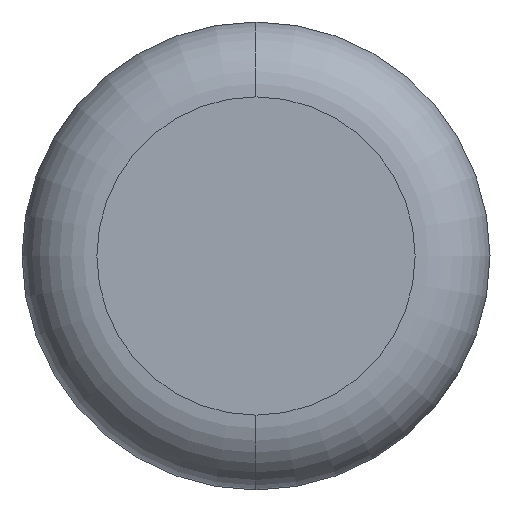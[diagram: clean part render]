
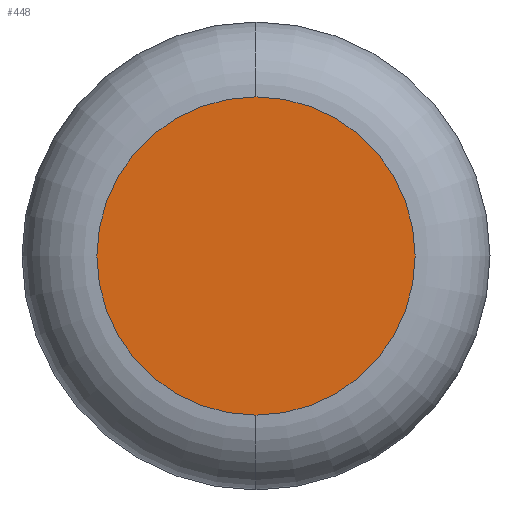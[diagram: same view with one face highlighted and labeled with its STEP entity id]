
A CAD part, front view. The second image highlights one B-rep face of the part: STEP entity #448.
In plain terms, the highlighted planar face has unit normal (0, -1, 0).
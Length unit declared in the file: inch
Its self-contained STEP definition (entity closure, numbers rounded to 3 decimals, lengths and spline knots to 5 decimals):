
#44 = AXIS2_PLACEMENT_3D ( 'NONE', #174, #509, #132 ) ;
#74 = EDGE_LOOP ( 'NONE', ( #231, #175 ) ) ;
#79 = CIRCLE ( 'NONE', #508, 0.06375 ) ;
#132 = DIRECTION ( 'NONE',  ( 0., 0., -1. ) ) ;
#146 = DIRECTION ( 'NONE',  ( 0., -1., 0. ) ) ;
#169 = VERTEX_POINT ( 'NONE', #530 ) ;
#174 = CARTESIAN_POINT ( 'NONE',  ( 0., 0., 0. ) ) ;
#175 = ORIENTED_EDGE ( 'NONE', *, *, #337, .T. ) ;
#185 = CARTESIAN_POINT ( 'NONE',  ( 0., 0., 0. ) ) ;
#205 = DIRECTION ( 'NONE',  ( 0., -1., 0. ) ) ;
#210 = EDGE_CURVE ( 'NONE', #169, #371, #525, .T. ) ;
#231 = ORIENTED_EDGE ( 'NONE', *, *, #210, .T. ) ;
#328 = FACE_OUTER_BOUND ( 'NONE', #74, .T. ) ;
#337 = EDGE_CURVE ( 'NONE', #371, #169, #79, .T. ) ;
#370 = CARTESIAN_POINT ( 'NONE',  ( 0., 0., 0.06375 ) ) ;
#371 = VERTEX_POINT ( 'NONE', #370 ) ;
#388 = AXIS2_PLACEMENT_3D ( 'NONE', #185, #146, #436 ) ;
#409 = DIRECTION ( 'NONE',  ( 0., 0., -1. ) ) ;
#436 = DIRECTION ( 'NONE',  ( 0., 0., -1. ) ) ;
#439 = CARTESIAN_POINT ( 'NONE',  ( 0., 0., 0. ) ) ;
#448 = ADVANCED_FACE ( 'NONE', ( #328 ), #496, .T. ) ;
#496 = PLANE ( 'NONE',  #388 ) ;
#508 = AXIS2_PLACEMENT_3D ( 'NONE', #439, #205, #409 ) ;
#509 = DIRECTION ( 'NONE',  ( 0., -1., 0. ) ) ;
#525 = CIRCLE ( 'NONE', #44, 0.06375 ) ;
#530 = CARTESIAN_POINT ( 'NONE',  ( 0., 0., -0.06375 ) ) ;
